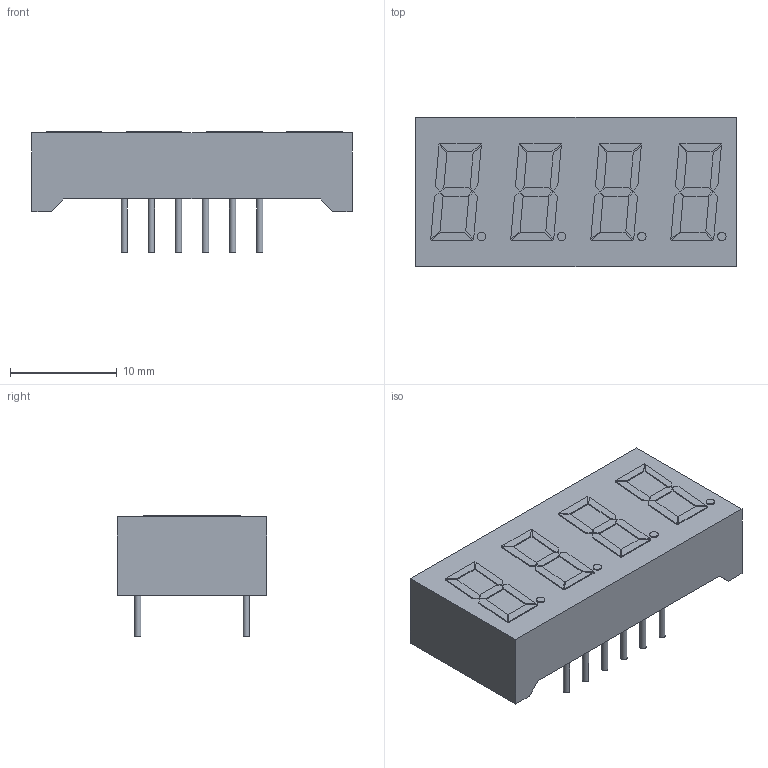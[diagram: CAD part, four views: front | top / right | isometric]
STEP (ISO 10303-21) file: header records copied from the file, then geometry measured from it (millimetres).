
FILE_DESCRIPTION(/* description */ (''),/* implementation_level */ '2;1');
FILE_NAME(/* name */ 'SEVE_SEG_036INX4.stp',/* time_stamp */ '2022-12-11T12:48:56+03:00',/* author */ ('Abdulbasit'),/* organization */ (''),/* preprocessor_version */ 'ST-DEVELOPER v18.1',/* originating_system */ 'Autodesk Inventor 2022',/* authorisation */ '');
FILE_SCHEMA (('CONFIG_CONTROL_DESIGN'));
Length unit declared in the file: millimetre
Products named in the file (1): SEVE_SEG_036INX4
Bounding box: 30 x 14 x 11.3 mm (x, y, z)
Volume: 2650 mm3; surface area: 1610.6 mm2
Topology: 1 solids, 1 shells, 214 faces, 504 edges, 336 vertices
Faces by surface type: plane 198, cylinder 16
Full cylindrical faces by diameter (mm): 0.6 x12, 0.8 x4
Entity records: 6154 total; most frequent: CARTESIAN_POINT 1056, ORIENTED_EDGE 1008, DIRECTION 966, EDGE_CURVE 504, LINE 472, VECTOR 472, VERTEX_POINT 336, EDGE_LOOP 258
